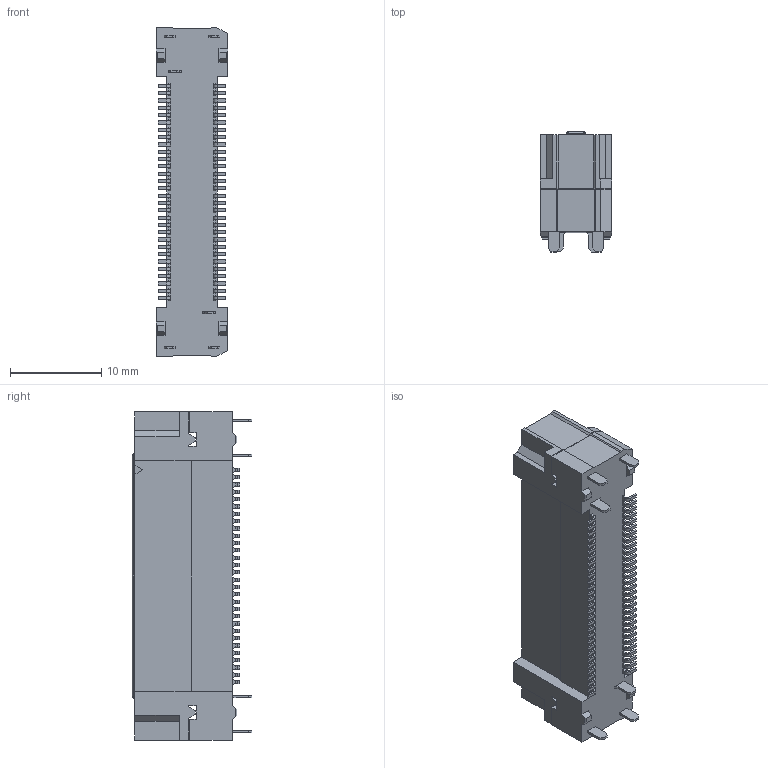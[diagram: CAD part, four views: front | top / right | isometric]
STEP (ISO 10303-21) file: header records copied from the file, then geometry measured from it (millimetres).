
FILE_DESCRIPTION(('CoCreate Modeling STEP Export'),'2;1');
FILE_NAME('FX18-60S-0.8SV15.stp','2011-12-09T14:45:52',(''),(''),'CoCreate Modeling STEP processor for AP214 (Solid Model)','CoCreate Modeling 17.0 01-Apr-2010 (C) Parametric Technology GmbH','');
FILE_SCHEMA(('AUTOMOTIVE_DESIGN { 1 0 10303 214 1 1 1 1 }'));
Length unit declared in the file: millimetre
Products named in the file (1): FX18-60S-0.8SV15
Bounding box: 7.8 x 13.1 x 35.9 mm (x, y, z)
Volume: 1957.9 mm3; surface area: 2255.5 mm2
Topology: 1 solids, 1 shells, 985 faces, 2719 edges, 1804 vertices
Faces by surface type: plane 853, cylinder 128, sphere 4
Entity records: 30873 total; most frequent: CARTESIAN_POINT 5494, ORIENTED_EDGE 5430, DIRECTION 4926, EDGE_CURVE 2715, VECTOR 2454, LINE 2454, VERTEX_POINT 1804, AXIS2_PLACEMENT_3D 1236
